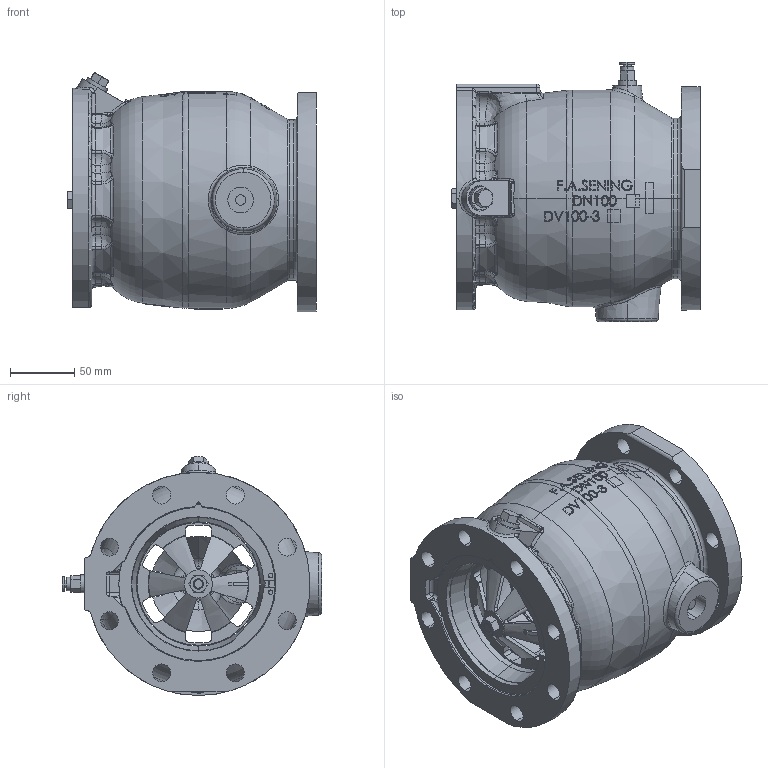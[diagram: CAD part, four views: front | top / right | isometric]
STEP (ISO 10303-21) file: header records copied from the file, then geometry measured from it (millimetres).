
FILE_DESCRIPTION (( 'STEP AP214' ), '1' );
FILE_NAME ('DV100-3_19996.STEP', '2014-05-22T05:34:01', ( 'Admin2' ), ( '' ), 'SwSTEP 2.0', 'SolidWorks 2010', '' );
FILE_SCHEMA (( 'AUTOMOTIVE_DESIGN' ));
Length unit declared in the file: millimetre
Products named in the file (1): DV100-3_19996
Bounding box: 193.82 x 202 x 186.4 mm (x, y, z)
Surface area: 261389 mm2 (no closed solid volume)
Topology: 0 solids, 18 shells, 902 faces, 2760 edges, 1753 vertices
Faces by surface type: bspline 241, cylinder 216, plane 204, torus 120, cone 112, sphere 9
Entity records: 55704 total; most frequent: CARTESIAN_POINT 23949, ORIENTED_EDGE 4769, DIRECTION 3965, EDGE_CURVE 2722, VERTEX_POINT 1753, AXIS2_PLACEMENT_3D 1603, EDGE_LOOP 974, CIRCLE 941
